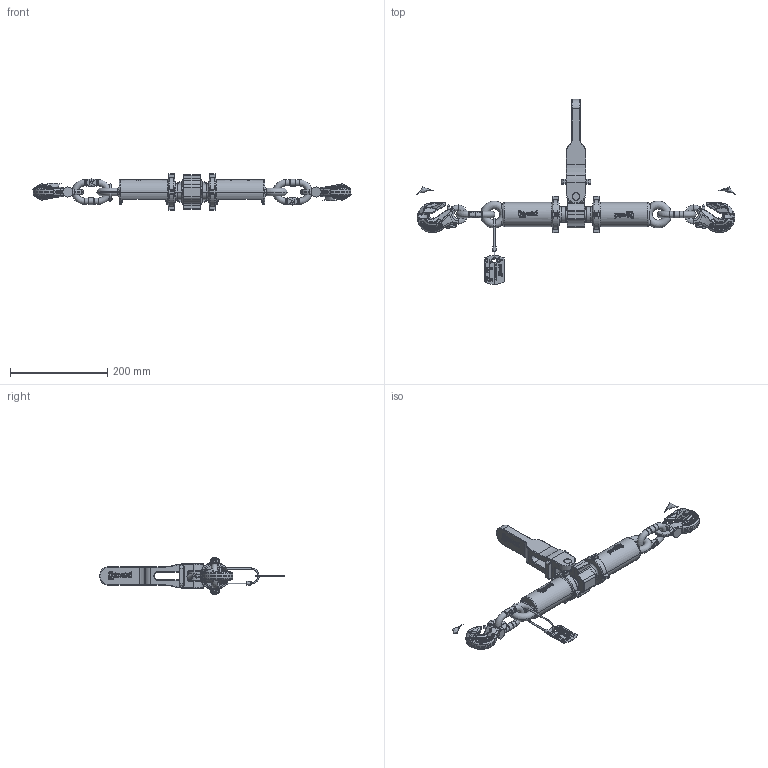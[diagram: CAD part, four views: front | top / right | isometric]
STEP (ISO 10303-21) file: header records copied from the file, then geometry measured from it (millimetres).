
FILE_DESCRIPTION(/* description */ (''),/* implementation_level */ '2;1');
FILE_NAME(/* name */ 'pewag_RPSWP_8.stp',/* time_stamp */ '2022-07-25T14:21:22+02:00',/* author */ (''),/* organization */ (''),/* preprocessor_version */ 'ST-DEVELOPER v16',/* originating_system */ 'SIEMENS PLM Software NX 11.0',/* authorisation */ '');
FILE_SCHEMA (('AUTOMOTIVE_DESIGN { 1 0 10303 214 3 1 1 1 }'));
Products named in the file (1): baf2CDCD1B4kfuh
Bounding box: 682.92 x 380.67 x 75 mm (x, y, z)
Volume: 810001 mm3; surface area: 232061.2 mm2
Topology: 17 solids, 19 shells, 4142 faces, 10717 edges, 6784 vertices
Faces by surface type: plane 1567, extrusion 1118, bspline 584, cylinder 437, torus 311, cone 63, sphere 62
Full cylindrical faces by diameter (mm): 1.782 x3, 3 x2, 3.2 x2, 3.3 x1, 4 x1, 5 x1, 5.6 x2, 5.8 x1, 6 x3, 6.2 x1, 7.5 x1, 8 x2, 10 x1, 13 x4, 13.975 x2, 14 x2, 15.5 x1, 16 x3, 20 x3, 20.8 x2, 34 x2
Entity records: 186605 total; most frequent: CARTESIAN_POINT 92159, ORIENTED_EDGE 20988, DIRECTION 12237, EDGE_CURVE 10494, B_SPLINE_CURVE_WITH_KNOTS 6815, VERTEX_POINT 6744, EDGE_LOOP 4527, VECTOR 4479
